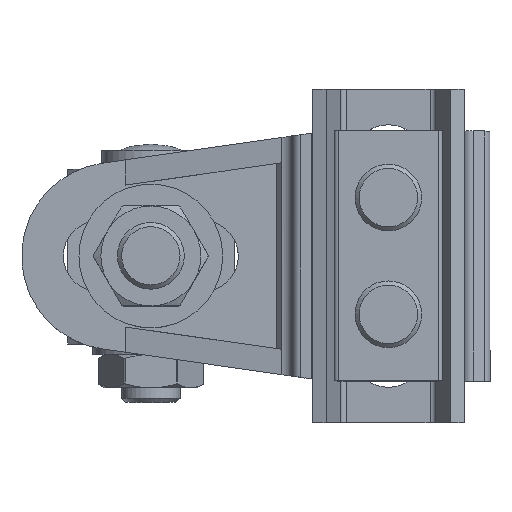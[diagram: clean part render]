
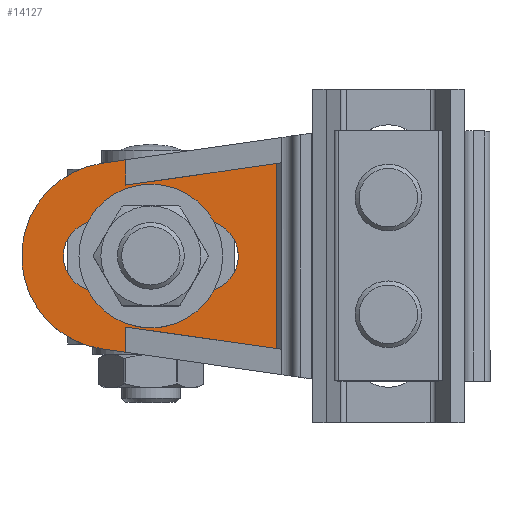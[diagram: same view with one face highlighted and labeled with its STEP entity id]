
A CAD part, top view. The second image highlights one B-rep face of the part: STEP entity #14127.
In plain terms, the highlighted face is planar.
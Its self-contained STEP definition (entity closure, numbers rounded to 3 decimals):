
#419 = CARTESIAN_POINT ( 'NONE',  ( 38., 0., -2. ) ) ;
#645 = VECTOR ( 'NONE', #13883, 1000. ) ;
#815 = EDGE_CURVE ( 'NONE', #19872, #3715, #10074, .T. ) ;
#831 = CIRCLE ( 'NONE', #17224, 8.5 ) ;
#1220 = EDGE_CURVE ( 'NONE', #19872, #1550, #17567, .T. ) ;
#1403 = CARTESIAN_POINT ( 'NONE',  ( 13., 8.5, -2. ) ) ;
#1408 = AXIS2_PLACEMENT_3D ( 'NONE', #18634, #5867, #2594 ) ;
#1409 = PLANE ( 'NONE',  #2351 ) ;
#1550 = VERTEX_POINT ( 'NONE', #3863 ) ;
#1622 = DIRECTION ( 'NONE',  ( 0.99, -0.142, 0. ) ) ;
#1891 = DIRECTION ( 'NONE',  ( 1., 0., 0. ) ) ;
#2351 = AXIS2_PLACEMENT_3D ( 'NONE', #9333, #17400, #20664 ) ;
#2376 = VECTOR ( 'NONE', #14540, 1000. ) ;
#2536 = DIRECTION ( 'NONE',  ( 0., -1., 0. ) ) ;
#2578 = CARTESIAN_POINT ( 'NONE',  ( 34., 0., -2. ) ) ;
#2594 = DIRECTION ( 'NONE',  ( -1., 0., 0. ) ) ;
#2602 = CARTESIAN_POINT ( 'NONE',  ( 31.5, 30., -2. ) ) ;
#2892 = CARTESIAN_POINT ( 'NONE',  ( 37.192, -22.272, -2. ) ) ;
#2967 = CARTESIAN_POINT ( 'NONE',  ( 31.5, -23.088, -2. ) ) ;
#3225 = VECTOR ( 'NONE', #3740, 1000. ) ;
#3689 = CARTESIAN_POINT ( 'NONE',  ( 31.5, 23.088, -2. ) ) ;
#3715 = VERTEX_POINT ( 'NONE', #4052 ) ;
#3740 = DIRECTION ( 'NONE',  ( 0.99, -0.142, 0. ) ) ;
#3751 = DIRECTION ( 'NONE',  ( 0., 0., 1. ) ) ;
#3844 = VERTEX_POINT ( 'NONE', #2892 ) ;
#3863 = CARTESIAN_POINT ( 'NONE',  ( 31.5, -17.027, -2. ) ) ;
#4052 = CARTESIAN_POINT ( 'NONE',  ( -4.723, 22.219, -2. ) ) ;
#4292 = EDGE_LOOP ( 'NONE', ( #6317, #10360, #8944, #10957, #17011, #19492, #16900, #11607 ) ) ;
#4353 = EDGE_CURVE ( 'NONE', #3844, #8075, #15015, .T. ) ;
#4380 = AXIS2_PLACEMENT_3D ( 'NONE', #2578, #12037, #16791 ) ;
#4646 = CARTESIAN_POINT ( 'NONE',  ( 3.026, -21.108, -2. ) ) ;
#4692 = EDGE_LOOP ( 'NONE', ( #13658, #16168, #19337, #16705 ) ) ;
#4864 = CARTESIAN_POINT ( 'NONE',  ( 30.529, 23.227, -2. ) ) ;
#4915 = LINE ( 'NONE', #6536, #17471 ) ;
#5743 = CARTESIAN_POINT ( 'NONE',  ( 31.5, -8.5, -2. ) ) ;
#5791 = VECTOR ( 'NONE', #11357, 1000. ) ;
#5867 = DIRECTION ( 'NONE',  ( 0., 0., 1. ) ) ;
#5897 = EDGE_CURVE ( 'NONE', #10041, #16462, #15727, .T. ) ;
#5983 = EDGE_CURVE ( 'NONE', #1550, #8075, #10713, .T. ) ;
#6317 = ORIENTED_EDGE ( 'NONE', *, *, #1220, .F. ) ;
#6494 = FACE_OUTER_BOUND ( 'NONE', #4292, .T. ) ;
#6536 = CARTESIAN_POINT ( 'NONE',  ( 3.026, 21.108, -2. ) ) ;
#7110 = CARTESIAN_POINT ( 'NONE',  ( 31.5, 30., -2. ) ) ;
#7158 = EDGE_CURVE ( 'NONE', #18758, #16462, #831, .T. ) ;
#7372 = CARTESIAN_POINT ( 'NONE',  ( -4.723, -22.219, -2. ) ) ;
#7688 = CARTESIAN_POINT ( 'NONE',  ( 37.192, 22.272, -2. ) ) ;
#8075 = VERTEX_POINT ( 'NONE', #2967 ) ;
#8126 = VERTEX_POINT ( 'NONE', #7688 ) ;
#8944 = ORIENTED_EDGE ( 'NONE', *, *, #17780, .T. ) ;
#9220 = DIRECTION ( 'NONE',  ( -0.99, -0.142, 0. ) ) ;
#9333 = CARTESIAN_POINT ( 'NONE',  ( 31.5, 30., -2. ) ) ;
#9948 = CARTESIAN_POINT ( 'NONE',  ( 13., -8.5, -2. ) ) ;
#10041 = VERTEX_POINT ( 'NONE', #1403 ) ;
#10074 = LINE ( 'NONE', #11425, #5791 ) ;
#10269 = VERTEX_POINT ( 'NONE', #3689 ) ;
#10360 = ORIENTED_EDGE ( 'NONE', *, *, #815, .T. ) ;
#10604 = VERTEX_POINT ( 'NONE', #9948 ) ;
#10713 = LINE ( 'NONE', #7110, #19765 ) ;
#10957 = ORIENTED_EDGE ( 'NONE', *, *, #14617, .F. ) ;
#11254 = LINE ( 'NONE', #5743, #645 ) ;
#11332 = CARTESIAN_POINT ( 'NONE',  ( 31.5, 8.5, -2. ) ) ;
#11357 = DIRECTION ( 'NONE',  ( 0., 1., 0. ) ) ;
#11425 = CARTESIAN_POINT ( 'NONE',  ( -4.723, 30., -2. ) ) ;
#11607 = ORIENTED_EDGE ( 'NONE', *, *, #5983, .F. ) ;
#12037 = DIRECTION ( 'NONE',  ( 0., 0., -1. ) ) ;
#12730 = CIRCLE ( 'NONE', #1408, 8.5 ) ;
#12763 = VECTOR ( 'NONE', #9220, 1000. ) ;
#12851 = EDGE_CURVE ( 'NONE', #10269, #8126, #16041, .T. ) ;
#13014 = VECTOR ( 'NONE', #2536, 1000. ) ;
#13039 = EDGE_CURVE ( 'NONE', #8126, #3844, #14534, .T. ) ;
#13568 = DIRECTION ( 'NONE',  ( 0., -1., 0. ) ) ;
#13658 = ORIENTED_EDGE ( 'NONE', *, *, #5897, .F. ) ;
#13883 = DIRECTION ( 'NONE',  ( 1., 0., 0. ) ) ;
#14127 = ADVANCED_FACE ( 'NONE', ( #6494, #14513 ), #1409, .F. ) ;
#14513 = FACE_BOUND ( 'NONE', #4692, .T. ) ;
#14534 = CIRCLE ( 'NONE', #4380, 22.5 ) ;
#14540 = DIRECTION ( 'NONE',  ( 1., 0., 0. ) ) ;
#14594 = EDGE_CURVE ( 'NONE', #10604, #18758, #11254, .T. ) ;
#14617 = EDGE_CURVE ( 'NONE', #10269, #20510, #17253, .T. ) ;
#15015 = LINE ( 'NONE', #18822, #12763 ) ;
#15727 = LINE ( 'NONE', #11332, #2376 ) ;
#15887 = DIRECTION ( 'NONE',  ( 0.99, 0.142, 0. ) ) ;
#15915 = CARTESIAN_POINT ( 'NONE',  ( 38., 8.5, -2. ) ) ;
#16041 = LINE ( 'NONE', #4864, #3225 ) ;
#16168 = ORIENTED_EDGE ( 'NONE', *, *, #16979, .T. ) ;
#16462 = VERTEX_POINT ( 'NONE', #15915 ) ;
#16545 = VECTOR ( 'NONE', #15887, 1000. ) ;
#16705 = ORIENTED_EDGE ( 'NONE', *, *, #7158, .T. ) ;
#16791 = DIRECTION ( 'NONE',  ( 1., 0., 0. ) ) ;
#16900 = ORIENTED_EDGE ( 'NONE', *, *, #4353, .T. ) ;
#16979 = EDGE_CURVE ( 'NONE', #10041, #10604, #12730, .T. ) ;
#17011 = ORIENTED_EDGE ( 'NONE', *, *, #12851, .T. ) ;
#17224 = AXIS2_PLACEMENT_3D ( 'NONE', #419, #3751, #1891 ) ;
#17253 = LINE ( 'NONE', #2602, #13014 ) ;
#17400 = DIRECTION ( 'NONE',  ( 0., 0., 1. ) ) ;
#17471 = VECTOR ( 'NONE', #1622, 1000. ) ;
#17567 = LINE ( 'NONE', #4646, #16545 ) ;
#17780 = EDGE_CURVE ( 'NONE', #3715, #20510, #4915, .T. ) ;
#18634 = CARTESIAN_POINT ( 'NONE',  ( 13., 0., -2. ) ) ;
#18758 = VERTEX_POINT ( 'NONE', #19692 ) ;
#18822 = CARTESIAN_POINT ( 'NONE',  ( 38.956, -22.02, -2. ) ) ;
#19337 = ORIENTED_EDGE ( 'NONE', *, *, #14594, .T. ) ;
#19492 = ORIENTED_EDGE ( 'NONE', *, *, #13039, .T. ) ;
#19692 = CARTESIAN_POINT ( 'NONE',  ( 38., -8.5, -2. ) ) ;
#19765 = VECTOR ( 'NONE', #13568, 1000. ) ;
#19872 = VERTEX_POINT ( 'NONE', #7372 ) ;
#20356 = CARTESIAN_POINT ( 'NONE',  ( 31.5, 17.027, -2. ) ) ;
#20510 = VERTEX_POINT ( 'NONE', #20356 ) ;
#20664 = DIRECTION ( 'NONE',  ( 1., 0., 0. ) ) ;
